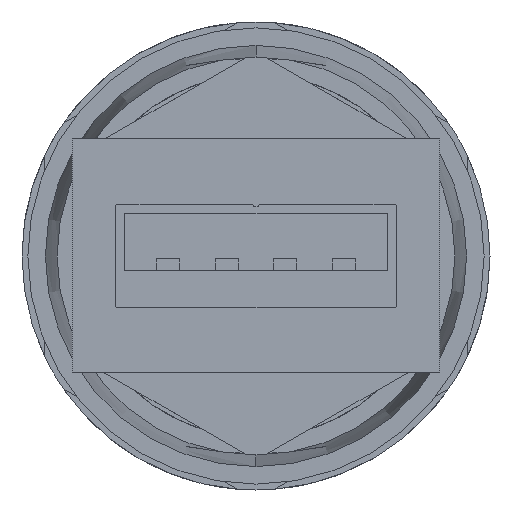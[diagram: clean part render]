
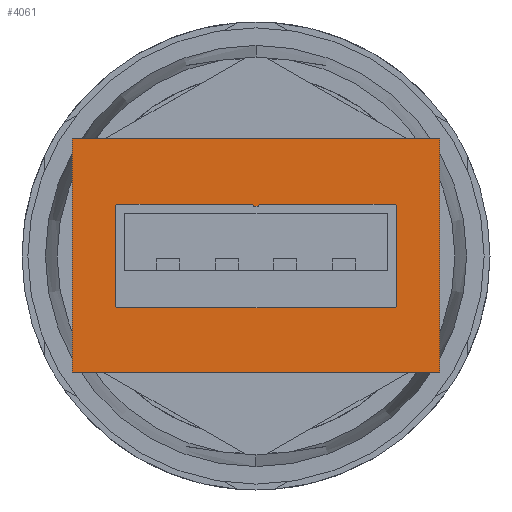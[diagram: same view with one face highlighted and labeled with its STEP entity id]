
A CAD part, left-side view. The second image highlights one B-rep face of the part: STEP entity #4061.
In plain terms, the highlighted planar face has unit normal (-1, 0, 0).
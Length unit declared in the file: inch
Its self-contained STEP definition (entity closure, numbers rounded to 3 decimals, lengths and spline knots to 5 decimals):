
#5 = AXIS2_PLACEMENT_3D ( 'NONE', #5433, #6028, #904 ) ;
#146 = ORIENTED_EDGE ( 'NONE', *, *, #3889, .T. ) ;
#202 = LINE ( 'NONE', #808, #7300 ) ;
#360 = LINE ( 'NONE', #4375, #4693 ) ;
#385 = LINE ( 'NONE', #6002, #2503 ) ;
#388 = ORIENTED_EDGE ( 'NONE', *, *, #7121, .F. ) ;
#588 = LINE ( 'NONE', #5158, #3449 ) ;
#678 = DIRECTION ( 'NONE',  ( 0., 0., 1. ) ) ;
#692 = LINE ( 'NONE', #6423, #3231 ) ;
#736 = CIRCLE ( 'NONE', #5889, 0.00394 ) ;
#740 = VERTEX_POINT ( 'NONE', #5432 ) ;
#808 = CARTESIAN_POINT ( 'NONE',  ( -5.41339, 0.30906, 0.14961 ) ) ;
#814 = CARTESIAN_POINT ( 'NONE',  ( -5.41339, -0.23622, -0.08346 ) ) ;
#865 = VECTOR ( 'NONE', #5790, 39.37008 ) ;
#904 = DIRECTION ( 'NONE',  ( 0., 0., 1. ) ) ;
#939 = CIRCLE ( 'NONE', #1902, 0.00394 ) ;
#963 = VERTEX_POINT ( 'NONE', #6859 ) ;
#1125 = CARTESIAN_POINT ( 'NONE',  ( -5.41339, 0.00394, 0.08346 ) ) ;
#1190 = VECTOR ( 'NONE', #678, 39.37008 ) ;
#1197 = LINE ( 'NONE', #3513, #865 ) ;
#1213 = VERTEX_POINT ( 'NONE', #5533 ) ;
#1224 = AXIS2_PLACEMENT_3D ( 'NONE', #2740, #4396, #7271 ) ;
#1273 = LINE ( 'NONE', #3547, #1721 ) ;
#1280 = DIRECTION ( 'NONE',  ( 0., 0., -1. ) ) ;
#1314 = EDGE_CURVE ( 'NONE', #4099, #1213, #588, .T. ) ;
#1365 = CARTESIAN_POINT ( 'NONE',  ( -5.41339, -0.30906, 0.19685 ) ) ;
#1445 = CIRCLE ( 'NONE', #6226, 0.00394 ) ;
#1446 = DIRECTION ( 'NONE',  ( 0., -1., 0. ) ) ;
#1530 = DIRECTION ( 'NONE',  ( 0., -1., 0. ) ) ;
#1534 = CARTESIAN_POINT ( 'NONE',  ( -5.41339, 0.30906, -0.19685 ) ) ;
#1572 = CARTESIAN_POINT ( 'NONE',  ( -5.41339, -0.00394, 0.08346 ) ) ;
#1659 = CARTESIAN_POINT ( 'NONE',  ( -5.41339, 0.23622, 0.08346 ) ) ;
#1694 = EDGE_CURVE ( 'NONE', #6443, #7338, #3094, .T. ) ;
#1721 = VECTOR ( 'NONE', #2361, 39.37008 ) ;
#1750 = VERTEX_POINT ( 'NONE', #4757 ) ;
#1775 = VERTEX_POINT ( 'NONE', #2472 ) ;
#1823 = CIRCLE ( 'NONE', #1224, 0.00394 ) ;
#1862 = EDGE_CURVE ( 'NONE', #1896, #5076, #939, .T. ) ;
#1896 = VERTEX_POINT ( 'NONE', #7222 ) ;
#1902 = AXIS2_PLACEMENT_3D ( 'NONE', #4270, #3703, #3143 ) ;
#2048 = EDGE_CURVE ( 'NONE', #5323, #740, #5010, .T. ) ;
#2137 = AXIS2_PLACEMENT_3D ( 'NONE', #3804, #4411, #6685 ) ;
#2179 = EDGE_CURVE ( 'NONE', #1750, #6724, #385, .T. ) ;
#2270 = CARTESIAN_POINT ( 'NONE',  ( -5.41339, 0.23228, 0.08346 ) ) ;
#2337 = LINE ( 'NONE', #5773, #3697 ) ;
#2361 = DIRECTION ( 'NONE',  ( 0., -1., 0. ) ) ;
#2408 = ORIENTED_EDGE ( 'NONE', *, *, #3846, .F. ) ;
#2422 = EDGE_CURVE ( 'NONE', #1896, #2999, #2480, .T. ) ;
#2472 = CARTESIAN_POINT ( 'NONE',  ( -5.41339, -0.23228, -0.0874 ) ) ;
#2480 = LINE ( 'NONE', #2997, #1190 ) ;
#2495 = EDGE_CURVE ( 'NONE', #5323, #6154, #2337, .T. ) ;
#2503 = VECTOR ( 'NONE', #1446, 39.37008 ) ;
#2518 = FACE_OUTER_BOUND ( 'NONE', #5220, .T. ) ;
#2702 = CARTESIAN_POINT ( 'NONE',  ( -5.41339, -0.23622, 0.08346 ) ) ;
#2705 = ORIENTED_EDGE ( 'NONE', *, *, #7397, .T. ) ;
#2740 = CARTESIAN_POINT ( 'NONE',  ( -5.41339, -0.23228, -0.08346 ) ) ;
#2754 = CARTESIAN_POINT ( 'NONE',  ( -5.41339, -0.00787, 0.0874 ) ) ;
#2758 = DIRECTION ( 'NONE',  ( 0., 0., -1. ) ) ;
#2862 = ORIENTED_EDGE ( 'NONE', *, *, #1862, .F. ) ;
#2959 = ORIENTED_EDGE ( 'NONE', *, *, #2495, .T. ) ;
#2997 = CARTESIAN_POINT ( 'NONE',  ( -5.41339, 0.23622, 0.14961 ) ) ;
#2999 = VERTEX_POINT ( 'NONE', #1659 ) ;
#3009 = VECTOR ( 'NONE', #3580, 39.37008 ) ;
#3037 = ORIENTED_EDGE ( 'NONE', *, *, #6533, .F. ) ;
#3094 = CIRCLE ( 'NONE', #2137, 0.00394 ) ;
#3143 = DIRECTION ( 'NONE',  ( 0., 0., -1. ) ) ;
#3231 = VECTOR ( 'NONE', #4182, 39.37008 ) ;
#3253 = DIRECTION ( 'NONE',  ( -1., 0., 0. ) ) ;
#3377 = ORIENTED_EDGE ( 'NONE', *, *, #1694, .F. ) ;
#3449 = VECTOR ( 'NONE', #2758, 39.37008 ) ;
#3513 = CARTESIAN_POINT ( 'NONE',  ( -5.41339, -0.00394, 0.08346 ) ) ;
#3531 = DIRECTION ( 'NONE',  ( 0., 0., -1. ) ) ;
#3547 = CARTESIAN_POINT ( 'NONE',  ( -5.41339, 0.30118, 0.0874 ) ) ;
#3567 = CARTESIAN_POINT ( 'NONE',  ( -5.41339, -0.23228, 0.08346 ) ) ;
#3580 = DIRECTION ( 'NONE',  ( 0., 1., 0. ) ) ;
#3597 = EDGE_CURVE ( 'NONE', #4734, #6724, #1445, .T. ) ;
#3641 = FACE_BOUND ( 'NONE', #4599, .T. ) ;
#3697 = VECTOR ( 'NONE', #1280, 39.37008 ) ;
#3703 = DIRECTION ( 'NONE',  ( -1., 0., 0. ) ) ;
#3752 = PLANE ( 'NONE',  #5 ) ;
#3804 = CARTESIAN_POINT ( 'NONE',  ( -5.41339, -0.00787, 0.08346 ) ) ;
#3846 = EDGE_CURVE ( 'NONE', #963, #4099, #692, .T. ) ;
#3889 = EDGE_CURVE ( 'NONE', #963, #4512, #202, .T. ) ;
#3892 = ORIENTED_EDGE ( 'NONE', *, *, #7223, .T. ) ;
#3909 = ORIENTED_EDGE ( 'NONE', *, *, #3597, .F. ) ;
#3954 = CARTESIAN_POINT ( 'NONE',  ( -5.41339, 0.23228, -0.0874 ) ) ;
#4061 = ADVANCED_FACE ( 'NONE', ( #3641, #2518 ), #3752, .T. ) ;
#4087 = ORIENTED_EDGE ( 'NONE', *, *, #1314, .F. ) ;
#4099 = VERTEX_POINT ( 'NONE', #1365 ) ;
#4182 = DIRECTION ( 'NONE',  ( 0., -1., 0. ) ) ;
#4233 = LINE ( 'NONE', #6429, #3009 ) ;
#4270 = CARTESIAN_POINT ( 'NONE',  ( -5.41339, 0.23228, -0.08346 ) ) ;
#4375 = CARTESIAN_POINT ( 'NONE',  ( -5.41339, 0., -0.19685 ) ) ;
#4396 = DIRECTION ( 'NONE',  ( -1., 0., 0. ) ) ;
#4411 = DIRECTION ( 'NONE',  ( -1., 0., 0. ) ) ;
#4512 = VERTEX_POINT ( 'NONE', #1534 ) ;
#4559 = DIRECTION ( 'NONE',  ( -1., 0., 0. ) ) ;
#4599 = EDGE_LOOP ( 'NONE', ( #3377, #7160, #4962, #2959, #388, #3892, #2862, #5611, #3037, #7161, #3909, #5691 ) ) ;
#4693 = VECTOR ( 'NONE', #1530, 39.37008 ) ;
#4734 = VERTEX_POINT ( 'NONE', #1125 ) ;
#4757 = CARTESIAN_POINT ( 'NONE',  ( -5.41339, 0.23228, 0.0874 ) ) ;
#4859 = CARTESIAN_POINT ( 'NONE',  ( -5.41339, 0.00787, 0.08346 ) ) ;
#4962 = ORIENTED_EDGE ( 'NONE', *, *, #2048, .F. ) ;
#5010 = CIRCLE ( 'NONE', #5726, 0.00394 ) ;
#5076 = VERTEX_POINT ( 'NONE', #3954 ) ;
#5158 = CARTESIAN_POINT ( 'NONE',  ( -5.41339, -0.30906, 0.14961 ) ) ;
#5220 = EDGE_LOOP ( 'NONE', ( #4087, #2408, #146, #2705 ) ) ;
#5323 = VERTEX_POINT ( 'NONE', #2702 ) ;
#5432 = CARTESIAN_POINT ( 'NONE',  ( -5.41339, -0.23228, 0.0874 ) ) ;
#5433 = CARTESIAN_POINT ( 'NONE',  ( -5.41339, 0.30118, 0.14961 ) ) ;
#5533 = CARTESIAN_POINT ( 'NONE',  ( -5.41339, -0.30906, -0.19685 ) ) ;
#5590 = CARTESIAN_POINT ( 'NONE',  ( -5.41339, 0.00787, 0.0874 ) ) ;
#5611 = ORIENTED_EDGE ( 'NONE', *, *, #2422, .T. ) ;
#5613 = EDGE_CURVE ( 'NONE', #6443, #740, #1273, .T. ) ;
#5691 = ORIENTED_EDGE ( 'NONE', *, *, #7163, .F. ) ;
#5726 = AXIS2_PLACEMENT_3D ( 'NONE', #3567, #7406, #3531 ) ;
#5773 = CARTESIAN_POINT ( 'NONE',  ( -5.41339, -0.23622, 0.14961 ) ) ;
#5790 = DIRECTION ( 'NONE',  ( 0., 1., 0. ) ) ;
#5889 = AXIS2_PLACEMENT_3D ( 'NONE', #2270, #4559, #6842 ) ;
#6002 = CARTESIAN_POINT ( 'NONE',  ( -5.41339, 0.30118, 0.0874 ) ) ;
#6028 = DIRECTION ( 'NONE',  ( -1., 0., 0. ) ) ;
#6154 = VERTEX_POINT ( 'NONE', #814 ) ;
#6226 = AXIS2_PLACEMENT_3D ( 'NONE', #4859, #3253, #7185 ) ;
#6423 = CARTESIAN_POINT ( 'NONE',  ( -5.41339, 0., 0.19685 ) ) ;
#6429 = CARTESIAN_POINT ( 'NONE',  ( -5.41339, 0.30118, -0.0874 ) ) ;
#6443 = VERTEX_POINT ( 'NONE', #2754 ) ;
#6533 = EDGE_CURVE ( 'NONE', #1750, #2999, #736, .T. ) ;
#6685 = DIRECTION ( 'NONE',  ( 0., 0., -1. ) ) ;
#6724 = VERTEX_POINT ( 'NONE', #5590 ) ;
#6842 = DIRECTION ( 'NONE',  ( 0., 0., -1. ) ) ;
#6859 = CARTESIAN_POINT ( 'NONE',  ( -5.41339, 0.30906, 0.19685 ) ) ;
#7023 = DIRECTION ( 'NONE',  ( 0., 0., -1. ) ) ;
#7121 = EDGE_CURVE ( 'NONE', #1775, #6154, #1823, .T. ) ;
#7160 = ORIENTED_EDGE ( 'NONE', *, *, #5613, .T. ) ;
#7161 = ORIENTED_EDGE ( 'NONE', *, *, #2179, .T. ) ;
#7163 = EDGE_CURVE ( 'NONE', #7338, #4734, #1197, .T. ) ;
#7185 = DIRECTION ( 'NONE',  ( 0., 0., -1. ) ) ;
#7222 = CARTESIAN_POINT ( 'NONE',  ( -5.41339, 0.23622, -0.08346 ) ) ;
#7223 = EDGE_CURVE ( 'NONE', #1775, #5076, #4233, .T. ) ;
#7271 = DIRECTION ( 'NONE',  ( 0., 0., -1. ) ) ;
#7300 = VECTOR ( 'NONE', #7023, 39.37008 ) ;
#7338 = VERTEX_POINT ( 'NONE', #1572 ) ;
#7397 = EDGE_CURVE ( 'NONE', #4512, #1213, #360, .T. ) ;
#7406 = DIRECTION ( 'NONE',  ( -1., 0., 0. ) ) ;
